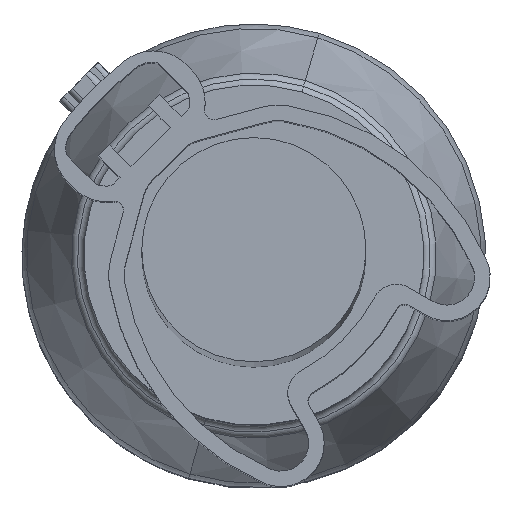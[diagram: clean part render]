
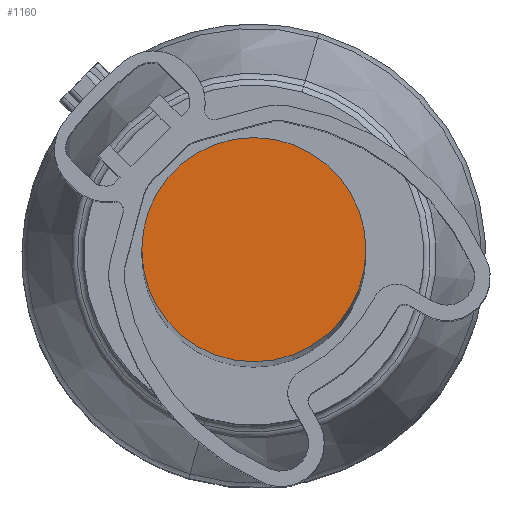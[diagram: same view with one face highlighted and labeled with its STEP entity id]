
A CAD part, top view. The second image highlights one B-rep face of the part: STEP entity #1160.
In plain terms, the highlighted planar face has unit normal (0, 0, 1).
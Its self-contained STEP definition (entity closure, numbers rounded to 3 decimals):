
#1127=AXIS2_PLACEMENT_3D('Circle Axis2P3D',#1125,#1126,$) ;
#1140=AXIS2_PLACEMENT_3D('Circle Axis2P3D',#1138,#1139,$) ;
#1154=AXIS2_PLACEMENT_3D('Plane Axis2P3D',#1151,#1152,#1153) ;
#1115=CARTESIAN_POINT('Vertex',(11.125,7.527,144.)) ;
#1122=CARTESIAN_POINT('Vertex',(3.875,7.527,144.)) ;
#1125=CARTESIAN_POINT('Axis2P3D Location',(7.5,7.527,144.)) ;
#1138=CARTESIAN_POINT('Axis2P3D Location',(7.5,7.527,144.)) ;
#1151=CARTESIAN_POINT('Axis2P3D Location',(0.,0.027,144.)) ;
#1126=DIRECTION('Axis2P3D Direction',(0.,0.,1.)) ;
#1139=DIRECTION('Axis2P3D Direction',(0.,0.,1.)) ;
#1152=DIRECTION('Axis2P3D Direction',(0.,0.,1.)) ;
#1153=DIRECTION('Axis2P3D XDirection',(1.,0.,0.)) ;
#1157=ORIENTED_EDGE('',*,*,#1129,.T.) ;
#1158=ORIENTED_EDGE('',*,*,#1142,.T.) ;
#1160=ADVANCED_FACE('Hauptk\X2\00F6\X0\rper',(#1159),#1155,.T.) ;
#1128=CIRCLE('generated circle',#1127,3.625) ;
#1141=CIRCLE('generated circle',#1140,3.625) ;
#1129=EDGE_CURVE('',#1116,#1123,#1128,.T.) ;
#1142=EDGE_CURVE('',#1123,#1116,#1141,.T.) ;
#1156=EDGE_LOOP('',(#1157,#1158)) ;
#1159=FACE_OUTER_BOUND('',#1156,.T.) ;
#1155=PLANE('',#1154) ;
#1116=VERTEX_POINT('',#1115) ;
#1123=VERTEX_POINT('',#1122) ;
